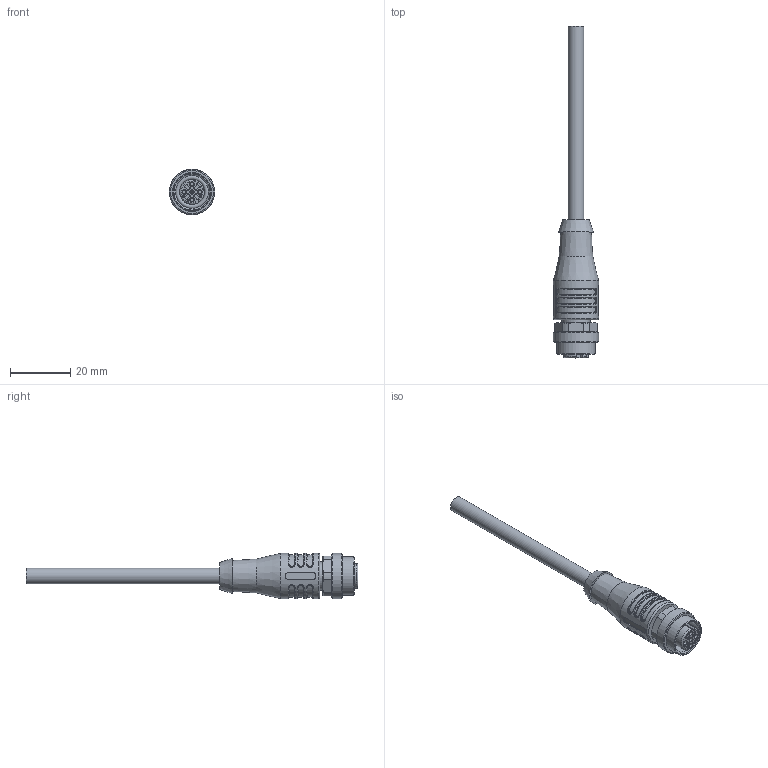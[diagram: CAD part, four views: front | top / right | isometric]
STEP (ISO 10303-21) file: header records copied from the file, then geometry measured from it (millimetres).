
FILE_DESCRIPTION(/* description */ (''),/* implementation_level */ '2;1');
FILE_NAME(/* name */ 'IE-WAKSY4.stp',/* time_stamp */ '2018-07-13T15:23:38+02:00',/* author */ (''),/* organization */ (''),/* preprocessor_version */ 'ST-DEVELOPER v16',/* originating_system */ 'SIEMENS PLM Software NX 10.0',/* authorisation */ '');
FILE_SCHEMA (('AUTOMOTIVE_DESIGN { 1 0 10303 214 3 1 1 1 }'));
Length unit declared in the file: millimetre
Products named in the file (1): IE-WAKSY4
Bounding box: 15 x 109.9 x 15 mm (x, y, z)
Volume: 7023.3 mm3; surface area: 3976.3 mm2
Topology: 1 solids, 1 shells, 273 faces, 680 edges, 436 vertices
Faces by surface type: plane 96, cylinder 74, bspline 54, extrusion 25, cone 18, torus 6
Full cylindrical faces by diameter (mm): 1.15 x4, 5.2 x1, 9.3 x1, 10.95 x1, 12.3 x1, 12.8 x1, 15 x2
Entity records: 9391 total; most frequent: CARTESIAN_POINT 4018, ORIENTED_EDGE 1270, DIRECTION 844, EDGE_CURVE 635, VERTEX_POINT 420, AXIS2_PLACEMENT_3D 333, EDGE_LOOP 329, ADVANCED_FACE 273
